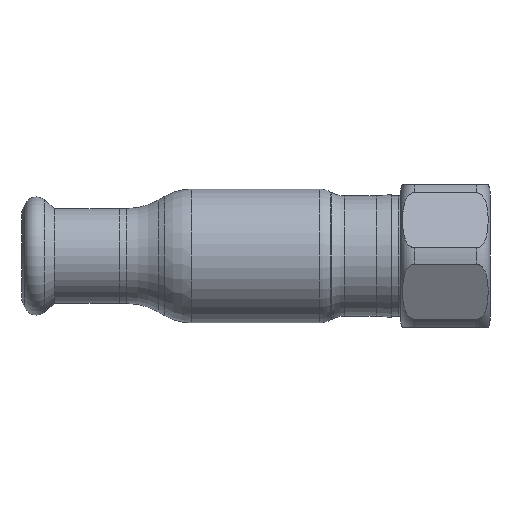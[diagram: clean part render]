
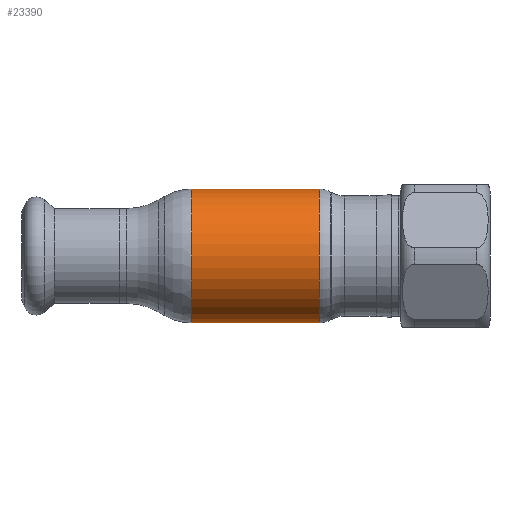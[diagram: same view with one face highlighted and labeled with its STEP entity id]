
A CAD part, front view. The second image highlights one B-rep face of the part: STEP entity #23390.
In plain terms, the highlighted cylindrical face has radius 15 mm (diameter 30 mm), a partial arc.
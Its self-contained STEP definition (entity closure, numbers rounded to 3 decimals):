
#522 = EDGE_CURVE ( 'NONE', #20462, #58382, #14654, .T. ) ;
#1358 = CARTESIAN_POINT ( 'NONE',  ( -62.69, 0., -15. ) ) ;
#2731 = CARTESIAN_POINT ( 'NONE',  ( -14.285, 0., -15. ) ) ;
#2927 = DIRECTION ( 'NONE',  ( 0., 0., 1. ) ) ;
#3873 = FACE_OUTER_BOUND ( 'NONE', #13933, .T. ) ;
#5347 = VECTOR ( 'NONE', #15519, 1000. ) ;
#6275 = VECTOR ( 'NONE', #58416, 1000. ) ;
#6368 = CARTESIAN_POINT ( 'NONE',  ( -62.69, 0., 15. ) ) ;
#10975 = ORIENTED_EDGE ( 'NONE', *, *, #44081, .F. ) ;
#12639 = CIRCLE ( 'NONE', #20199, 15. ) ;
#13072 = DIRECTION ( 'NONE',  ( -1., 0., 0. ) ) ;
#13933 = EDGE_LOOP ( 'NONE', ( #10975, #51918, #24541, #18344 ) ) ;
#14654 = LINE ( 'NONE', #6368, #5347 ) ;
#15519 = DIRECTION ( 'NONE',  ( -1., 0., 0. ) ) ;
#17497 = CARTESIAN_POINT ( 'NONE',  ( -62.69, 0., 0. ) ) ;
#18111 = EDGE_CURVE ( 'NONE', #40981, #20462, #28460, .T. ) ;
#18344 = ORIENTED_EDGE ( 'NONE', *, *, #38982, .F. ) ;
#20199 = AXIS2_PLACEMENT_3D ( 'NONE', #37203, #36039, #27354 ) ;
#20462 = VERTEX_POINT ( 'NONE', #50296 ) ;
#22879 = CYLINDRICAL_SURFACE ( 'NONE', #38372, 15. ) ;
#23390 = ADVANCED_FACE ( 'NONE', ( #3873 ), #22879, .T. ) ;
#24541 = ORIENTED_EDGE ( 'NONE', *, *, #522, .T. ) ;
#27354 = DIRECTION ( 'NONE',  ( 0., 0., 1. ) ) ;
#28460 = CIRCLE ( 'NONE', #44748, 15. ) ;
#34493 = VERTEX_POINT ( 'NONE', #2731 ) ;
#36039 = DIRECTION ( 'NONE',  ( -1., 0., 0. ) ) ;
#37203 = CARTESIAN_POINT ( 'NONE',  ( -14.285, 0., 0. ) ) ;
#38372 = AXIS2_PLACEMENT_3D ( 'NONE', #17497, #13072, #50043 ) ;
#38982 = EDGE_CURVE ( 'NONE', #34493, #58382, #12639, .T. ) ;
#38990 = DIRECTION ( 'NONE',  ( -1., 0., 0. ) ) ;
#40981 = VERTEX_POINT ( 'NONE', #51365 ) ;
#43173 = CARTESIAN_POINT ( 'NONE',  ( 14.285, 0., 0. ) ) ;
#44081 = EDGE_CURVE ( 'NONE', #40981, #34493, #49778, .T. ) ;
#44748 = AXIS2_PLACEMENT_3D ( 'NONE', #43173, #38990, #2927 ) ;
#49778 = LINE ( 'NONE', #1358, #6275 ) ;
#50037 = CARTESIAN_POINT ( 'NONE',  ( -14.285, 0., 15. ) ) ;
#50043 = DIRECTION ( 'NONE',  ( 0., 0., 1. ) ) ;
#50296 = CARTESIAN_POINT ( 'NONE',  ( 14.285, 0., 15. ) ) ;
#51365 = CARTESIAN_POINT ( 'NONE',  ( 14.285, 0., -15. ) ) ;
#51918 = ORIENTED_EDGE ( 'NONE', *, *, #18111, .T. ) ;
#58382 = VERTEX_POINT ( 'NONE', #50037 ) ;
#58416 = DIRECTION ( 'NONE',  ( -1., 0., 0. ) ) ;
